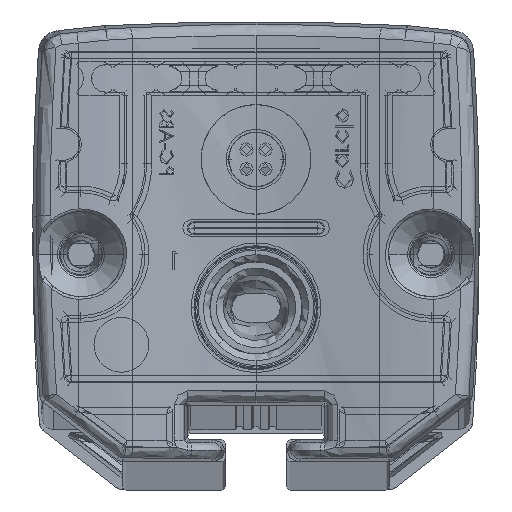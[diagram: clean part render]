
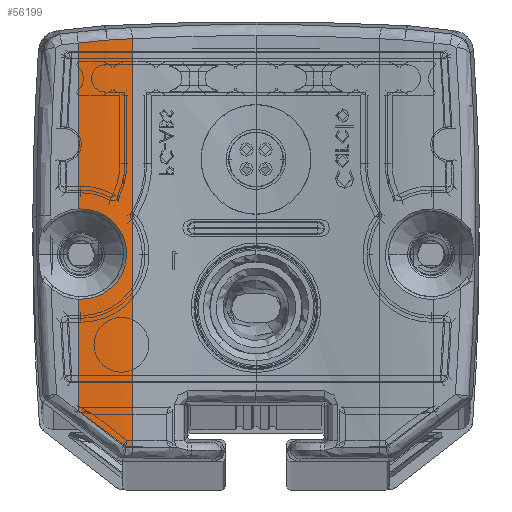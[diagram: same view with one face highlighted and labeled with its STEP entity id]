
A CAD part, top view. The second image highlights one B-rep face of the part: STEP entity #56199.
In plain terms, the highlighted cylindrical face has radius 21.519 mm (diameter 43.038 mm), a partial arc.
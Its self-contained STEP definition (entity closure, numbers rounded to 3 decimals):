
#1380 = CARTESIAN_POINT ( 'NONE',  ( -10.814, 12.404, 8.394 ) ) ;
#1782 = CARTESIAN_POINT ( 'NONE',  ( -10.306, 12.844, 8.337 ) ) ;
#2169 = CARTESIAN_POINT ( 'NONE',  ( -9.441, 14.649, 8.211 ) ) ;
#2782 = CARTESIAN_POINT ( 'NONE',  ( -9.457, 1.06, 8.214 ) ) ;
#3923 = B_SPLINE_CURVE_WITH_KNOTS ( 'NONE', 3,
 ( #18219, #36645, #72695, #61089, #55474, #30666, #55866, #60309, #49450, #55072, #31069, #20969, #75445, #45013, #74666, #26234, #43835, #63069, #2169, #25845, #38627, #13404, #33424, #62277, #1782, #50638, #1380, #75051, #44221, #69467, #69842, #8967, #57455, #7385 ),
 .UNSPECIFIED., .F., .F.,
 ( 4, 2, 2, 2, 2, 2, 2, 2, 2, 2, 2, 2, 2, 2, 2, 2, 4 ),
 ( 0., 0.001, 0.001, 0.002, 0.003, 0.003, 0.004, 0.005, 0.005, 0.006, 0.007, 0.007, 0.008, 0.009, 0.009, 0.01, 0.011 ),
 .UNSPECIFIED. ) ;
#5375 = DIRECTION ( 'NONE',  ( 0., -1., 0. ) ) ;
#6634 = ORIENTED_EDGE ( 'NONE', *, *, #44643, .T. ) ;
#7385 = CARTESIAN_POINT ( 'NONE',  ( -12.953, 11.806, 8.5 ) ) ;
#8602 = CARTESIAN_POINT ( 'NONE',  ( -10.836, 30.687, 8.396 ) ) ;
#8967 = CARTESIAN_POINT ( 'NONE',  ( -12.499, 11.802, 8.496 ) ) ;
#10644 = CARTESIAN_POINT ( 'NONE',  ( -10.221, 30.722, 8.335 ) ) ;
#11839 = VERTEX_POINT ( 'NONE', #42380 ) ;
#12483 =( BOUNDED_CURVE ( )  B_SPLINE_CURVE ( 3, ( #71487, #53460, #71092, #28671 ),
 .UNSPECIFIED., .F., .T. ) 
 B_SPLINE_CURVE_WITH_KNOTS ( ( 4, 4 ),
 ( 3.305, 3.326 ),
 .UNSPECIFIED. ) 
 CURVE ( )  GEOMETRIC_REPRESENTATION_ITEM ( )  RATIONAL_B_SPLINE_CURVE ( ( 1., 1., 1., 1. ) ) 
 REPRESENTATION_ITEM ( '' )  );
#12893 = ORIENTED_EDGE ( 'NONE', *, *, #62575, .T. ) ;
#13404 = CARTESIAN_POINT ( 'NONE',  ( -9.784, 13.578, 8.266 ) ) ;
#14573 = CARTESIAN_POINT ( 'NONE',  ( -12.953, 11.806, 8.5 ) ) ;
#16171 = CARTESIAN_POINT ( 'NONE',  ( -9., 1.057, 8.134 ) ) ;
#17258 = DIRECTION ( 'NONE',  ( 0., -1., 0. ) ) ;
#18219 = CARTESIAN_POINT ( 'NONE',  ( -12.953, 18.394, 8.5 ) ) ;
#18354 = ORIENTED_EDGE ( 'NONE', *, *, #68992, .F. ) ;
#19116 = VECTOR ( 'NONE', #42681, 1000. ) ;
#20969 = CARTESIAN_POINT ( 'NONE',  ( -9.896, 16.819, 8.282 ) ) ;
#24821 = EDGE_LOOP ( 'NONE', ( #68634, #51992, #35916, #12893, #6634, #55800, #55036, #18354 ) ) ;
#25630 = CARTESIAN_POINT ( 'NONE',  ( -10.836, 30.687, 8.396 ) ) ;
#25845 = CARTESIAN_POINT ( 'NONE',  ( -9.533, 14.209, 8.226 ) ) ;
#26234 = CARTESIAN_POINT ( 'NONE',  ( -9.441, 15.553, 8.211 ) ) ;
#26941 = VERTEX_POINT ( 'NONE', #8602 ) ;
#28027 = EDGE_CURVE ( 'NONE', #37937, #62150, #60258, .T. ) ;
#28671 = CARTESIAN_POINT ( 'NONE',  ( -9., 1.057, 8.134 ) ) ;
#29502 = CARTESIAN_POINT ( 'NONE',  ( -10.836, 30.687, 8.396 ) ) ;
#30666 = CARTESIAN_POINT ( 'NONE',  ( -11.408, 18.129, 8.445 ) ) ;
#31069 = CARTESIAN_POINT ( 'NONE',  ( -10.159, 17.188, 8.318 ) ) ;
#32332 = CARTESIAN_POINT ( 'NONE',  ( -12.953, 32.05, -13.019 ) ) ;
#32624 =( BOUNDED_CURVE ( )  B_SPLINE_CURVE ( 3, ( #50071, #37648, #69574, #51534 ),
 .UNSPECIFIED., .F., .T. ) 
 B_SPLINE_CURVE_WITH_KNOTS ( ( 4, 4 ),
 ( 4.655, 4.819 ),
 .UNSPECIFIED. ) 
 CURVE ( )  GEOMETRIC_REPRESENTATION_ITEM ( )  RATIONAL_B_SPLINE_CURVE ( ( 1., 0.998, 0.998, 1. ) ) 
 REPRESENTATION_ITEM ( '' )  );
#33424 = CARTESIAN_POINT ( 'NONE',  ( -9.895, 13.382, 8.282 ) ) ;
#35076 = CARTESIAN_POINT ( 'NONE',  ( -9.608, 30.754, 8.247 ) ) ;
#35916 = ORIENTED_EDGE ( 'NONE', *, *, #28027, .T. ) ;
#36645 = CARTESIAN_POINT ( 'NONE',  ( -12.726, 18.408, 8.5 ) ) ;
#37648 = CARTESIAN_POINT ( 'NONE',  ( -11.781, 2.808, 8.5 ) ) ;
#37937 = VERTEX_POINT ( 'NONE', #70129 ) ;
#38003 = CARTESIAN_POINT ( 'NONE',  ( -12.953, 30.469, 8.5 ) ) ;
#38329 = DIRECTION ( 'NONE',  ( 0., -1., 0. ) ) ;
#38627 = CARTESIAN_POINT ( 'NONE',  ( -9.602, 13.993, 8.238 ) ) ;
#39219 = VECTOR ( 'NONE', #17258, 1000. ) ;
#41502 = CARTESIAN_POINT ( 'NONE',  ( -12.953, 3.684, 8.5 ) ) ;
#41579 = VERTEX_POINT ( 'NONE', #16171 ) ;
#41924 = EDGE_CURVE ( 'NONE', #44968, #41579, #12483, .T. ) ;
#42380 = CARTESIAN_POINT ( 'NONE',  ( -9., 30.784, 8.134 ) ) ;
#42681 = DIRECTION ( 'NONE',  ( 0., -1., 0. ) ) ;
#43835 = CARTESIAN_POINT ( 'NONE',  ( -9.417, 15.329, 8.208 ) ) ;
#44007 = CARTESIAN_POINT ( 'NONE',  ( -12.246, 30.541, 8.5 ) ) ;
#44221 = CARTESIAN_POINT ( 'NONE',  ( -11.406, 12.071, 8.445 ) ) ;
#44315 = DIRECTION ( 'NONE',  ( 0., 0., -1. ) ) ;
#44643 = EDGE_CURVE ( 'NONE', #79178, #69735, #54096, .T. ) ;
#44968 = VERTEX_POINT ( 'NONE', #2782 ) ;
#45013 = CARTESIAN_POINT ( 'NONE',  ( -9.604, 16.213, 8.238 ) ) ;
#45693 =( BOUNDED_CURVE ( )  B_SPLINE_CURVE ( 3, ( #25630, #55251, #44007, #38003 ),
 .UNSPECIFIED., .F., .T. ) 
 B_SPLINE_CURVE_WITH_KNOTS ( ( 4, 4 ),
 ( 4.936, 5.034 ),
 .UNSPECIFIED. ) 
 CURVE ( )  GEOMETRIC_REPRESENTATION_ITEM ( )  RATIONAL_B_SPLINE_CURVE ( ( 1., 0.999, 0.999, 1. ) ) 
 REPRESENTATION_ITEM ( '' )  );
#45761 = EDGE_CURVE ( 'NONE', #26941, #37937, #45693, .T. ) ;
#48082 = CARTESIAN_POINT ( 'NONE',  ( -12.953, 32.05, 8.5 ) ) ;
#48219 = CARTESIAN_POINT ( 'NONE',  ( -12.953, 32.05, 8.5 ) ) ;
#49450 = CARTESIAN_POINT ( 'NONE',  ( -10.637, 17.662, 8.376 ) ) ;
#50071 = CARTESIAN_POINT ( 'NONE',  ( -12.953, 3.684, 8.5 ) ) ;
#50345 = FACE_OUTER_BOUND ( 'NONE', #24821, .T. ) ;
#50638 = CARTESIAN_POINT ( 'NONE',  ( -10.636, 12.539, 8.375 ) ) ;
#51534 = CARTESIAN_POINT ( 'NONE',  ( -9.457, 1.06, 8.214 ) ) ;
#51992 = ORIENTED_EDGE ( 'NONE', *, *, #45761, .T. ) ;
#53460 = CARTESIAN_POINT ( 'NONE',  ( -9.304, 1.059, 8.189 ) ) ;
#54096 = LINE ( 'NONE', #48082, #39219 ) ;
#55036 = ORIENTED_EDGE ( 'NONE', *, *, #41924, .T. ) ;
#55072 = CARTESIAN_POINT ( 'NONE',  ( -10.308, 17.358, 8.337 ) ) ;
#55251 = CARTESIAN_POINT ( 'NONE',  ( -11.54, 30.614, 8.465 ) ) ;
#55474 = CARTESIAN_POINT ( 'NONE',  ( -11.833, 18.281, 8.472 ) ) ;
#55800 = ORIENTED_EDGE ( 'NONE', *, *, #57215, .T. ) ;
#55866 = CARTESIAN_POINT ( 'NONE',  ( -11.205, 18.033, 8.43 ) ) ;
#55898 = CARTESIAN_POINT ( 'NONE',  ( -9., 32.05, 8.134 ) ) ;
#56199 = ADVANCED_FACE ( 'NONE', ( #50345 ), #61995, .T. ) ;
#57215 = EDGE_CURVE ( 'NONE', #69735, #44968, #32624, .T. ) ;
#57455 = CARTESIAN_POINT ( 'NONE',  ( -12.726, 11.792, 8.5 ) ) ;
#60258 = LINE ( 'NONE', #48219, #60508 ) ;
#60309 = CARTESIAN_POINT ( 'NONE',  ( -10.819, 17.8, 8.395 ) ) ;
#60508 = VECTOR ( 'NONE', #5375, 1000. ) ;
#61089 = CARTESIAN_POINT ( 'NONE',  ( -12.055, 18.335, 8.482 ) ) ;
#61593 = CARTESIAN_POINT ( 'NONE',  ( -12.953, 18.394, 8.5 ) ) ;
#61995 = CYLINDRICAL_SURFACE ( 'NONE', #66716, 21.519 ) ;
#62150 = VERTEX_POINT ( 'NONE', #61593 ) ;
#62277 = CARTESIAN_POINT ( 'NONE',  ( -10.155, 13.016, 8.318 ) ) ;
#62575 = EDGE_CURVE ( 'NONE', #62150, #79178, #3923, .T. ) ;
#63069 = CARTESIAN_POINT ( 'NONE',  ( -9.417, 14.877, 8.207 ) ) ;
#65647 = EDGE_CURVE ( 'NONE', #11839, #26941, #74760, .T. ) ;
#66716 = AXIS2_PLACEMENT_3D ( 'NONE', #32332, #38329, #44315 ) ;
#68634 = ORIENTED_EDGE ( 'NONE', *, *, #65647, .T. ) ;
#68992 = EDGE_CURVE ( 'NONE', #11839, #41579, #73515, .T. ) ;
#69467 = CARTESIAN_POINT ( 'NONE',  ( -11.829, 11.92, 8.472 ) ) ;
#69574 = CARTESIAN_POINT ( 'NONE',  ( -10.613, 1.932, 8.404 ) ) ;
#69735 = VERTEX_POINT ( 'NONE', #41502 ) ;
#69842 = CARTESIAN_POINT ( 'NONE',  ( -12.05, 11.865, 8.482 ) ) ;
#70129 = CARTESIAN_POINT ( 'NONE',  ( -12.953, 30.469, 8.5 ) ) ;
#71092 = CARTESIAN_POINT ( 'NONE',  ( -9.152, 1.058, 8.162 ) ) ;
#71487 = CARTESIAN_POINT ( 'NONE',  ( -9.457, 1.06, 8.214 ) ) ;
#72695 = CARTESIAN_POINT ( 'NONE',  ( -12.5, 18.398, 8.496 ) ) ;
#72697 = CARTESIAN_POINT ( 'NONE',  ( -9., 30.784, 8.134 ) ) ;
#73515 = LINE ( 'NONE', #55898, #19116 ) ;
#74666 = CARTESIAN_POINT ( 'NONE',  ( -9.534, 15.994, 8.227 ) ) ;
#74760 = B_SPLINE_CURVE_WITH_KNOTS ( 'NONE', 3,
 ( #72697, #35076, #10644, #29502 ),
 .UNSPECIFIED., .F., .F.,
 ( 4, 4 ),
 ( 0., 0.002 ),
 .UNSPECIFIED. ) ;
#75051 = CARTESIAN_POINT ( 'NONE',  ( -11.201, 12.169, 8.429 ) ) ;
#75445 = CARTESIAN_POINT ( 'NONE',  ( -9.785, 16.624, 8.266 ) ) ;
#79178 = VERTEX_POINT ( 'NONE', #14573 ) ;
